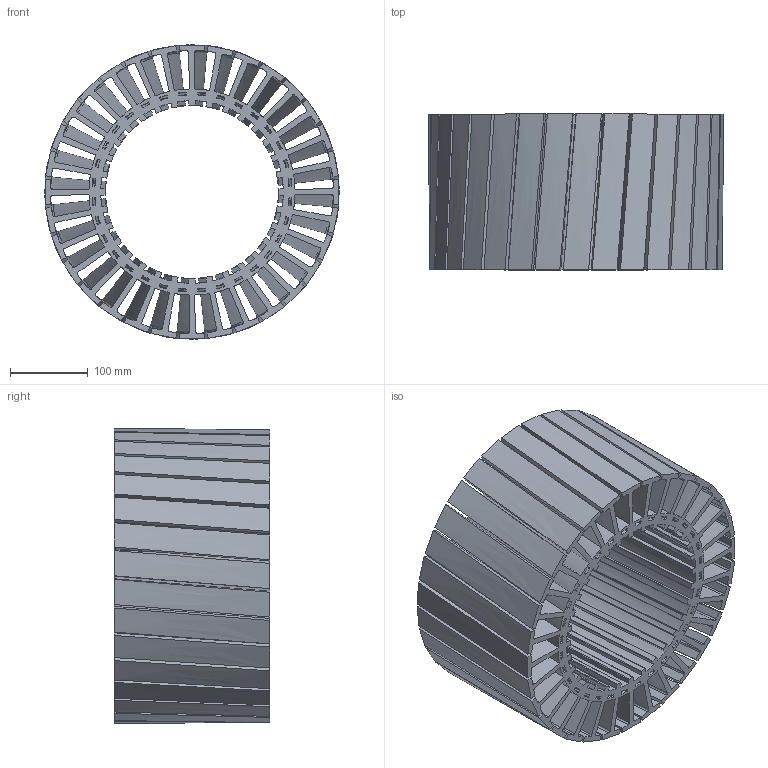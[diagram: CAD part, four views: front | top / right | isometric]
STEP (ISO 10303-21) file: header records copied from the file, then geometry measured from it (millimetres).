
FILE_DESCRIPTION(/* description */ (''),/* implementation_level */ '2;1');
FILE_NAME(/* name */ 'Stator.step',/* time_stamp */ '2022-03-24T17:33:39-04:00',/* author */ (''),/* organization */ (''),/* preprocessor_version */ 'ST-DEVELOPER v18.1',/* originating_system */ 'Autodesk Translation Framework v10.10.0.1391',/* authorisation */ '');
FILE_SCHEMA (('AUTOMOTIVE_DESIGN { 1 0 10303 214 3 1 1 }'));
Length unit declared in the file: millimetre
Products named in the file (1): Stator Rev2
Bounding box: 378.64 x 200 x 378.64 mm (x, y, z)
Volume: 6134404.7 mm3; surface area: 1657211.5 mm2
Topology: 1 solids, 1 shells, 770 faces, 2304 edges, 1536 vertices
Faces by surface type: bspline 768, plane 2
Entity records: 37309 total; most frequent: CARTESIAN_POINT 19459, ORIENTED_EDGE 4608, DIRECTION 2310, EDGE_CURVE 2304, VERTEX_POINT 1536, EDGE_LOOP 836, AXIS2_PLACEMENT_3D 771, FACE_OUTER_BOUND 770
